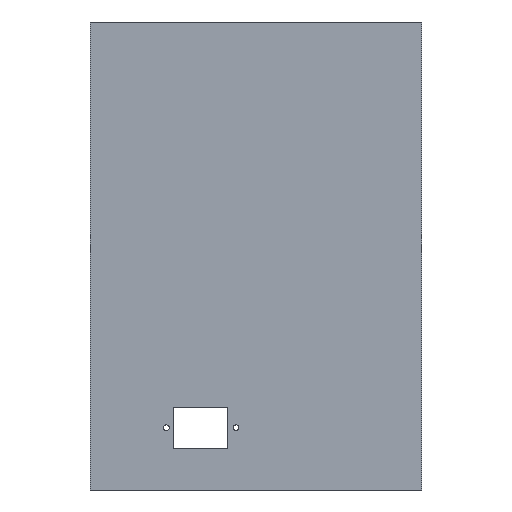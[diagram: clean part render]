
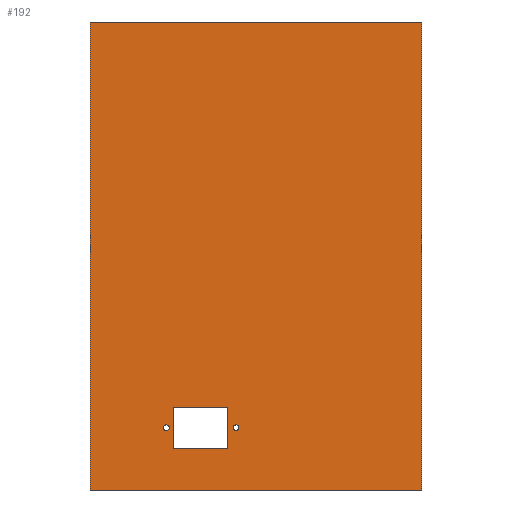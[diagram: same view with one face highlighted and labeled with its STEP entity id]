
A CAD part, front view. The second image highlights one B-rep face of the part: STEP entity #192.
In plain terms, the highlighted planar face has unit normal (0, -1, 0).
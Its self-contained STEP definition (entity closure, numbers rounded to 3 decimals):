
#24 = VERTEX_POINT('',#25);
#25 = CARTESIAN_POINT('',(-100.,-3.,0.));
#31 = EDGE_CURVE('',#24,#32,#34,.T.);
#32 = VERTEX_POINT('',#33);
#33 = CARTESIAN_POINT('',(-100.,-3.,-281.988));
#34 = LINE('',#35,#36);
#35 = CARTESIAN_POINT('',(-100.,-3.,0.));
#36 = VECTOR('',#37,1.);
#37 = DIRECTION('',(0.,0.,-1.));
#64 = VERTEX_POINT('',#65);
#65 = CARTESIAN_POINT('',(100.,-3.,0.));
#71 = EDGE_CURVE('',#64,#24,#72,.T.);
#72 = LINE('',#73,#74);
#73 = CARTESIAN_POINT('',(100.,-3.,0.));
#74 = VECTOR('',#75,1.);
#75 = DIRECTION('',(-1.,0.,0.));
#93 = EDGE_CURVE('',#32,#94,#96,.T.);
#94 = VERTEX_POINT('',#95);
#95 = CARTESIAN_POINT('',(100.,-3.,-281.988));
#96 = LINE('',#97,#98);
#97 = CARTESIAN_POINT('',(-100.,-3.,-281.988));
#98 = VECTOR('',#99,1.);
#99 = DIRECTION('',(1.,0.,0.));
#192 = ADVANCED_FACE('',(#193,#204,#215,#249),#260,.F.);
#193 = FACE_BOUND('',#194,.F.);
#194 = EDGE_LOOP('',(#195,#196,#197,#203));
#195 = ORIENTED_EDGE('',*,*,#31,.F.);
#196 = ORIENTED_EDGE('',*,*,#71,.F.);
#197 = ORIENTED_EDGE('',*,*,#198,.F.);
#198 = EDGE_CURVE('',#94,#64,#199,.T.);
#199 = LINE('',#200,#201);
#200 = CARTESIAN_POINT('',(100.,-3.,-281.988));
#201 = VECTOR('',#202,1.);
#202 = DIRECTION('',(0.,0.,1.));
#203 = ORIENTED_EDGE('',*,*,#93,.F.);
#204 = FACE_BOUND('',#205,.F.);
#205 = EDGE_LOOP('',(#206));
#206 = ORIENTED_EDGE('',*,*,#207,.T.);
#207 = EDGE_CURVE('',#208,#208,#210,.T.);
#208 = VERTEX_POINT('',#209);
#209 = CARTESIAN_POINT('',(-55.7,-3.,-244.488));
#210 = CIRCLE('',#211,1.7);
#211 = AXIS2_PLACEMENT_3D('',#212,#213,#214);
#212 = CARTESIAN_POINT('',(-54.,-3.,-244.488));
#213 = DIRECTION('',(0.,-1.,0.));
#214 = DIRECTION('',(-1.,-0.,0.));
#215 = FACE_BOUND('',#216,.F.);
#216 = EDGE_LOOP('',(#217,#227,#235,#243));
#217 = ORIENTED_EDGE('',*,*,#218,.F.);
#218 = EDGE_CURVE('',#219,#221,#223,.T.);
#219 = VERTEX_POINT('',#220);
#220 = CARTESIAN_POINT('',(-50.,-3.,-256.988));
#221 = VERTEX_POINT('',#222);
#222 = CARTESIAN_POINT('',(-50.,-3.,-231.988));
#223 = LINE('',#224,#225);
#224 = CARTESIAN_POINT('',(-50.,-3.,-198.991));
#225 = VECTOR('',#226,1.);
#226 = DIRECTION('',(0.,0.,1.));
#227 = ORIENTED_EDGE('',*,*,#228,.F.);
#228 = EDGE_CURVE('',#229,#219,#231,.T.);
#229 = VERTEX_POINT('',#230);
#230 = CARTESIAN_POINT('',(-17.,-3.,-256.988));
#231 = LINE('',#232,#233);
#232 = CARTESIAN_POINT('',(-8.5,-3.,-256.988));
#233 = VECTOR('',#234,1.);
#234 = DIRECTION('',(-1.,0.,-0.));
#235 = ORIENTED_EDGE('',*,*,#236,.F.);
#236 = EDGE_CURVE('',#237,#229,#239,.T.);
#237 = VERTEX_POINT('',#238);
#238 = CARTESIAN_POINT('',(-17.,-3.,-231.988));
#239 = LINE('',#240,#241);
#240 = CARTESIAN_POINT('',(-17.,-3.,-186.491));
#241 = VECTOR('',#242,1.);
#242 = DIRECTION('',(0.,0.,-1.));
#243 = ORIENTED_EDGE('',*,*,#244,.F.);
#244 = EDGE_CURVE('',#221,#237,#245,.T.);
#245 = LINE('',#246,#247);
#246 = CARTESIAN_POINT('',(-25.,-3.,-231.988));
#247 = VECTOR('',#248,1.);
#248 = DIRECTION('',(1.,0.,0.));
#249 = FACE_BOUND('',#250,.F.);
#250 = EDGE_LOOP('',(#251));
#251 = ORIENTED_EDGE('',*,*,#252,.T.);
#252 = EDGE_CURVE('',#253,#253,#255,.T.);
#253 = VERTEX_POINT('',#254);
#254 = CARTESIAN_POINT('',(-13.7,-3.,-244.488));
#255 = CIRCLE('',#256,1.7);
#256 = AXIS2_PLACEMENT_3D('',#257,#258,#259);
#257 = CARTESIAN_POINT('',(-12.,-3.,-244.488));
#258 = DIRECTION('',(0.,-1.,0.));
#259 = DIRECTION('',(-1.,-0.,0.));
#260 = PLANE('',#261);
#261 = AXIS2_PLACEMENT_3D('',#262,#263,#264);
#262 = CARTESIAN_POINT('',(0.,-3.,-140.994));
#263 = DIRECTION('',(0.,1.,0.));
#264 = DIRECTION('',(0.,0.,1.));
